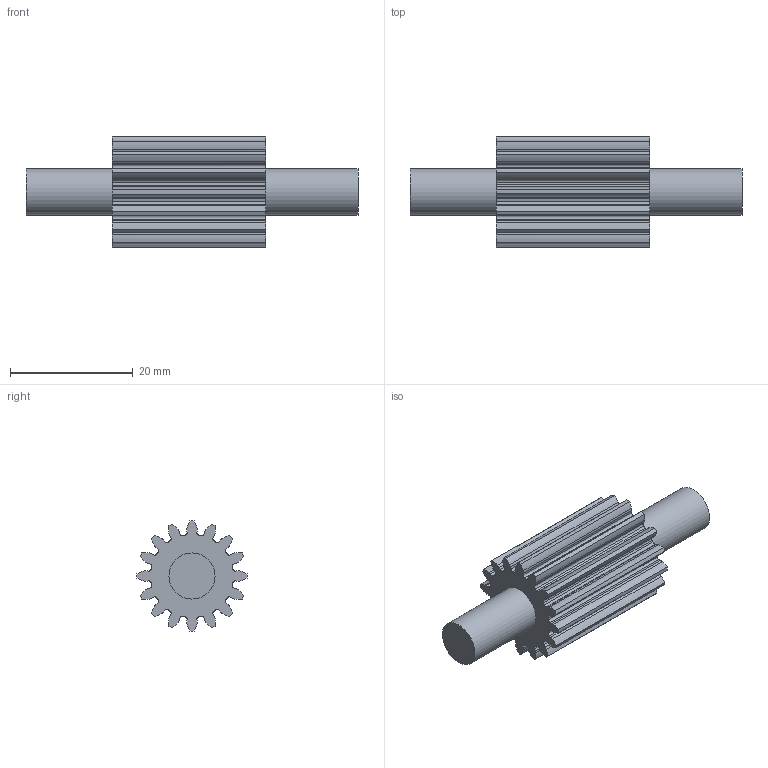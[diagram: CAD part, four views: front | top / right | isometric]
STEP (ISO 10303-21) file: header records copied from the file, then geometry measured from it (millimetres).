
FILE_DESCRIPTION(/* description */ (''),/* implementation_level */ '2;1');
FILE_NAME(/* name */ 'Spur and Rod v3.step',/* time_stamp */ '2024-05-28T21:01:05+01:00',/* author */ (''),/* organization */ (''),/* preprocessor_version */ 'ST-DEVELOPER v20',/* originating_system */ 'Autodesk Translation Framework v12.20.1.177',/* authorisation */ '');
FILE_SCHEMA (('AUTOMOTIVE_DESIGN { 1 0 10303 214 3 1 1 }'));
Length unit declared in the file: millimetre
Products named in the file (1): Spur and Rod
Bounding box: 54 x 18 x 18 mm (x, y, z)
Volume: 6088.5 mm3; surface area: 3657 mm2
Topology: 1 solids, 1 shells, 168 faces, 489 edges, 326 vertices
Faces by surface type: cylinder 67, bspline 64, plane 37
Full cylindrical faces by diameter (mm): 4.3 x1, 7.5 x2
Entity records: 5984 total; most frequent: CARTESIAN_POINT 1816, ORIENTED_EDGE 978, DIRECTION 705, EDGE_CURVE 489, VERTEX_POINT 326, AXIS2_PLACEMENT_3D 239, LINE 227, VECTOR 227
